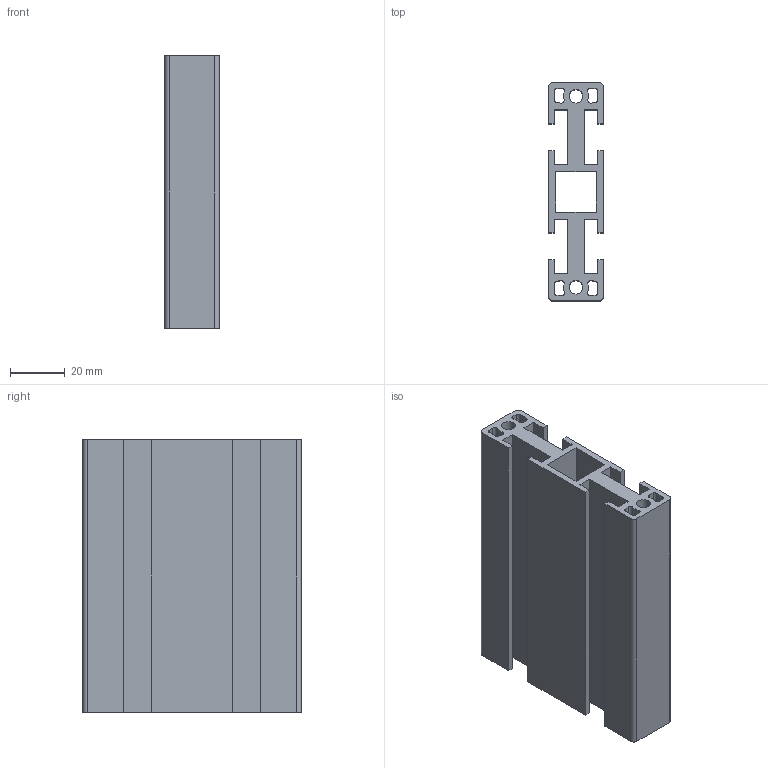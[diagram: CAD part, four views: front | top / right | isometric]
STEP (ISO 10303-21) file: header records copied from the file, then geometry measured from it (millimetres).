
FILE_DESCRIPTION(('Creo Elements/Direct Modeling STEP Export'),'2;1');
FILE_NAME('44.0030.7_Rechteckprofil-MMS-44_80x20mm.stp','2022-03-21T 8:56:10',(''),(''),'PTC Creo Elements/Direct Modeling STEP processor for AP214 (Solid Model)','PTC Creo Elements/Direct Modeling 19.0C 15-Aug-2015 (C) Parametric Technology GmbH','');
FILE_SCHEMA(('AUTOMOTIVE_DESIGN { 1 0 10303 214 1 1 1 1 }'));
Length unit declared in the file: millimetre
Products named in the file (2): Rechteckprofil-MMS-44_80x20mm_44.0030.7_PX171811
Assembly tree (1 placements, depth 2):
  Rechteckprofil-MMS-44_80x20mm_44.0030.7_PX171811
    Rechteckprofil-MMS-44_80x20mm_44.0030.7_PX171811
Bounding box: 20 x 80 x 100 mm (x, y, z)
Volume: 77928.6 mm3; surface area: 50640.8 mm2
Topology: 1 solids, 1 shells, 82 faces, 242 edges, 162 vertices
Faces by surface type: plane 54, cylinder 28
Entity records: 2783 total; most frequent: ORIENTED_EDGE 484, CARTESIAN_POINT 482, DIRECTION 456, EDGE_CURVE 242, VECTOR 184, LINE 184, VERTEX_POINT 162, AXIS2_PLACEMENT_3D 136
